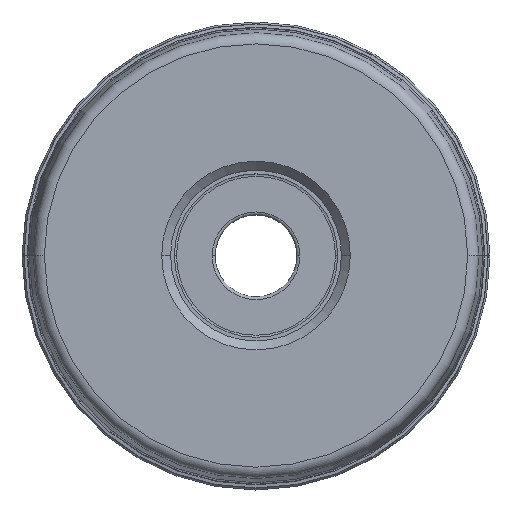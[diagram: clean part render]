
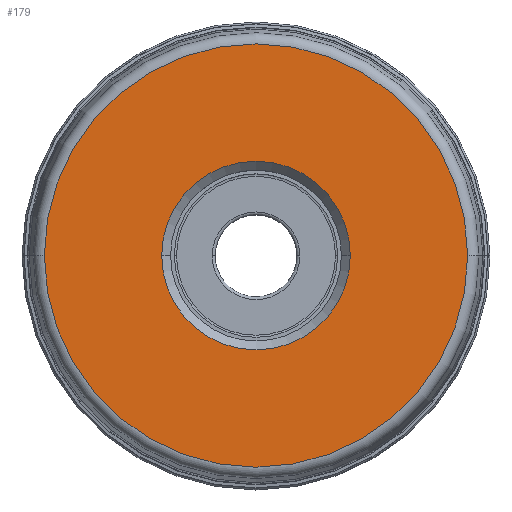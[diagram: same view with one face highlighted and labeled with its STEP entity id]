
A CAD part, top view. The second image highlights one B-rep face of the part: STEP entity #179.
In plain terms, the highlighted planar face has unit normal (0, 0, 1).
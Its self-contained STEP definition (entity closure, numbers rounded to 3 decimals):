
#28=PLANE('',#1720);
#34=FACE_BOUND('',#357,.T.);
#35=FACE_BOUND('',#358,.T.);
#179=ADVANCED_FACE('',(#34,#35),#28,.F.);
#357=EDGE_LOOP('',(#602,#603,#604,#605));
#358=EDGE_LOOP('',(#606,#607,#608,#609));
#602=ORIENTED_EDGE('',*,*,#1077,.T.);
#603=ORIENTED_EDGE('',*,*,#1076,.F.);
#604=ORIENTED_EDGE('',*,*,#1078,.T.);
#605=ORIENTED_EDGE('',*,*,#1079,.F.);
#606=ORIENTED_EDGE('',*,*,#1080,.F.);
#607=ORIENTED_EDGE('',*,*,#1081,.F.);
#608=ORIENTED_EDGE('',*,*,#1082,.F.);
#609=ORIENTED_EDGE('',*,*,#1083,.F.);
#894=VERTEX_POINT('',#3623);
#895=VERTEX_POINT('',#3625);
#896=VERTEX_POINT('',#3627);
#897=VERTEX_POINT('',#3631);
#898=VERTEX_POINT('',#3634);
#899=VERTEX_POINT('',#3635);
#900=VERTEX_POINT('',#3637);
#901=VERTEX_POINT('',#3639);
#1076=EDGE_CURVE('',#895,#896,#1314,.T.);
#1077=EDGE_CURVE('',#894,#896,#1315,.T.);
#1078=EDGE_CURVE('',#895,#897,#1316,.T.);
#1079=EDGE_CURVE('',#894,#897,#1317,.T.);
#1080=EDGE_CURVE('',#898,#899,#1318,.T.);
#1081=EDGE_CURVE('',#900,#898,#1319,.T.);
#1082=EDGE_CURVE('',#901,#900,#1320,.T.);
#1083=EDGE_CURVE('',#899,#901,#1321,.T.);
#1314=CIRCLE('',#1711,28.5);
#1315=CIRCLE('',#1712,28.5);
#1316=CIRCLE('',#1714,28.5);
#1317=CIRCLE('',#1715,28.5);
#1318=CIRCLE('',#1716,12.7);
#1319=CIRCLE('',#1717,12.7);
#1320=CIRCLE('',#1718,12.7);
#1321=CIRCLE('',#1719,12.7);
#1711=AXIS2_PLACEMENT_3D('',#3626,#2101,#2102);
#1712=AXIS2_PLACEMENT_3D('',#3628,#2103,#2104);
#1714=AXIS2_PLACEMENT_3D('',#3630,#2107,#2108);
#1715=AXIS2_PLACEMENT_3D('',#3632,#2109,#2110);
#1716=AXIS2_PLACEMENT_3D('',#3633,#2111,#2112);
#1717=AXIS2_PLACEMENT_3D('',#3636,#2113,#2114);
#1718=AXIS2_PLACEMENT_3D('',#3638,#2115,#2116);
#1719=AXIS2_PLACEMENT_3D('',#3640,#2117,#2118);
#1720=AXIS2_PLACEMENT_3D('',#3641,#2119,#2120);
#2101=DIRECTION('',(0.,0.,-1.));
#2102=DIRECTION('',(-1.,0.001,0.));
#2103=DIRECTION('',(0.,0.,1.));
#2104=DIRECTION('',(-1.,0.001,0.));
#2107=DIRECTION('',(0.,0.,1.));
#2108=DIRECTION('',(1.,-0.001,0.));
#2109=DIRECTION('',(0.,0.,-1.));
#2110=DIRECTION('',(1.,-0.001,0.));
#2111=DIRECTION('',(0.,0.,1.));
#2112=DIRECTION('',(0.,-1.,0.));
#2113=DIRECTION('',(0.,0.,1.));
#2114=DIRECTION('',(-1.,0.,0.));
#2115=DIRECTION('',(0.,0.,1.));
#2116=DIRECTION('',(0.,1.,0.));
#2117=DIRECTION('',(0.,0.,1.));
#2118=DIRECTION('',(1.,0.,0.));
#2119=DIRECTION('',(0.,0.,-1.));
#2120=DIRECTION('',(-1.,0.,0.));
#3623=CARTESIAN_POINT('',(28.5,0.,0.));
#3625=CARTESIAN_POINT('',(-28.5,0.,0.));
#3626=CARTESIAN_POINT('',(0.,0.,0.));
#3627=CARTESIAN_POINT('',(-28.5,0.021,0.));
#3628=CARTESIAN_POINT('',(0.,0.,0.));
#3630=CARTESIAN_POINT('',(0.,0.,0.));
#3631=CARTESIAN_POINT('',(28.5,-0.021,0.));
#3632=CARTESIAN_POINT('',(0.,0.,0.));
#3633=CARTESIAN_POINT('',(0.,0.,0.));
#3634=CARTESIAN_POINT('',(0.,-12.7,0.));
#3635=CARTESIAN_POINT('',(12.7,0.,0.));
#3636=CARTESIAN_POINT('',(0.,0.,0.));
#3637=CARTESIAN_POINT('',(-12.7,0.,0.));
#3638=CARTESIAN_POINT('',(0.,0.,0.));
#3639=CARTESIAN_POINT('',(0.,12.7,0.));
#3640=CARTESIAN_POINT('',(0.,0.,0.));
#3641=CARTESIAN_POINT('',(0.,0.,0.));
